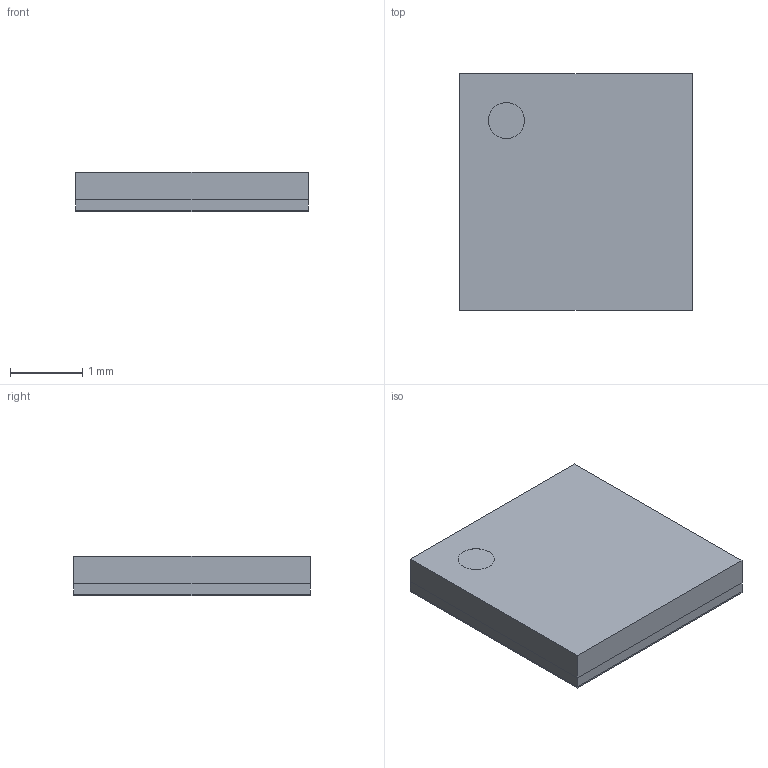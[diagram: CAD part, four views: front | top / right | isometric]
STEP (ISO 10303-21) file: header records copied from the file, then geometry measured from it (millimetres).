
FILE_DESCRIPTION(/* description */ (''),/* implementation_level */ '2;1');
FILE_NAME(/* name */ 'PG-UFLGA-8-1_002-34146_V00_3D.stp',/* time_stamp */ '2024-08-12T15:50:01+05:30',/* author */ ('sivamani'),/* organization */ (''),/* preprocessor_version */ 'ST-DEVELOPER v19.2',/* originating_system */ 'AutoCAD Mechanical',/* authorisation */ '');
FILE_SCHEMA (('AUTOMOTIVE_DESIGN { 1 0 10303 214 3 1 1 }'));
Length unit declared in the file: millimetre
Products named in the file (1): Product
Bounding box: 3.23 x 3.28 x 0.55 mm (x, y, z)
Volume: 5.8 mm3; surface area: 71.5 mm2
Topology: 12 solids, 12 shells, 105 faces, 240 edges, 160 vertices
Faces by surface type: plane 103, cylinder 2
Full cylindrical faces by diameter (mm): 0.5 x2
Entity records: 2974 total; most frequent: CARTESIAN_POINT 506, ORIENTED_EDGE 480, DIRECTION 456, EDGE_CURVE 240, LINE 236, VECTOR 236, VERTEX_POINT 160, EDGE_LOOP 122
